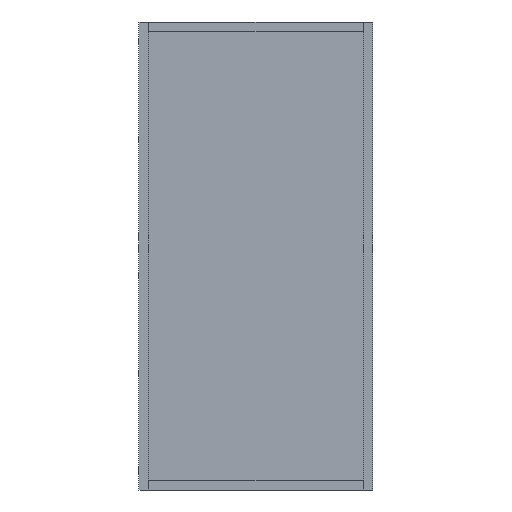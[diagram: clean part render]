
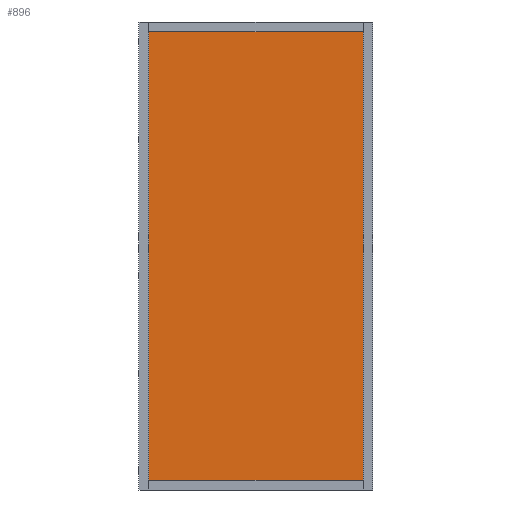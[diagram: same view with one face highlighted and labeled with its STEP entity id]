
A CAD part, front view. The second image highlights one B-rep face of the part: STEP entity #896.
In plain terms, the highlighted planar face has unit normal (0, -1, 0).
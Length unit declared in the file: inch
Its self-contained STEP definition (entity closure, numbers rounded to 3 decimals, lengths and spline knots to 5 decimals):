
#88=PLANE('',#998);
#136=FACE_OUTER_BOUND('',#220,.T.);
#220=EDGE_LOOP('',(#827,#828,#829,#830));
#287=LINE('',#1463,#365);
#291=LINE('',#1471,#369);
#294=LINE('',#1477,#372);
#297=LINE('',#1482,#375);
#365=VECTOR('',#1225,0.3937);
#369=VECTOR('',#1231,0.3937);
#372=VECTOR('',#1236,0.3937);
#375=VECTOR('',#1241,0.3937);
#481=VERTEX_POINT('',#1461);
#482=VERTEX_POINT('',#1462);
#485=VERTEX_POINT('',#1470);
#487=VERTEX_POINT('',#1476);
#591=EDGE_CURVE('',#481,#482,#287,.T.);
#595=EDGE_CURVE('',#485,#481,#291,.T.);
#598=EDGE_CURVE('',#487,#485,#294,.T.);
#601=EDGE_CURVE('',#482,#487,#297,.T.);
#827=ORIENTED_EDGE('',*,*,#601,.F.);
#828=ORIENTED_EDGE('',*,*,#591,.F.);
#829=ORIENTED_EDGE('',*,*,#595,.F.);
#830=ORIENTED_EDGE('',*,*,#598,.F.);
#896=ADVANCED_FACE('',(#136),#88,.F.);
#998=AXIS2_PLACEMENT_3D('',#1485,#1245,#1246);
#1225=DIRECTION('',(0.,0.,1.));
#1231=DIRECTION('',(-1.,0.,0.));
#1236=DIRECTION('',(0.,0.,-1.));
#1241=DIRECTION('',(1.,0.,0.));
#1245=DIRECTION('center_axis',(0.,1.,0.));
#1246=DIRECTION('ref_axis',(-1.,0.,0.));
#1461=CARTESIAN_POINT('',(-12.,0.5,-24.));
#1462=CARTESIAN_POINT('',(-12.,0.5,24.));
#1463=CARTESIAN_POINT('',(-12.,0.5,-24.));
#1470=CARTESIAN_POINT('',(12.,0.5,-24.));
#1471=CARTESIAN_POINT('',(12.,0.5,-24.));
#1476=CARTESIAN_POINT('',(12.,0.5,24.));
#1477=CARTESIAN_POINT('',(12.,0.5,24.));
#1482=CARTESIAN_POINT('',(-12.,0.5,24.));
#1485=CARTESIAN_POINT('Origin',(0.,0.5,0.));
